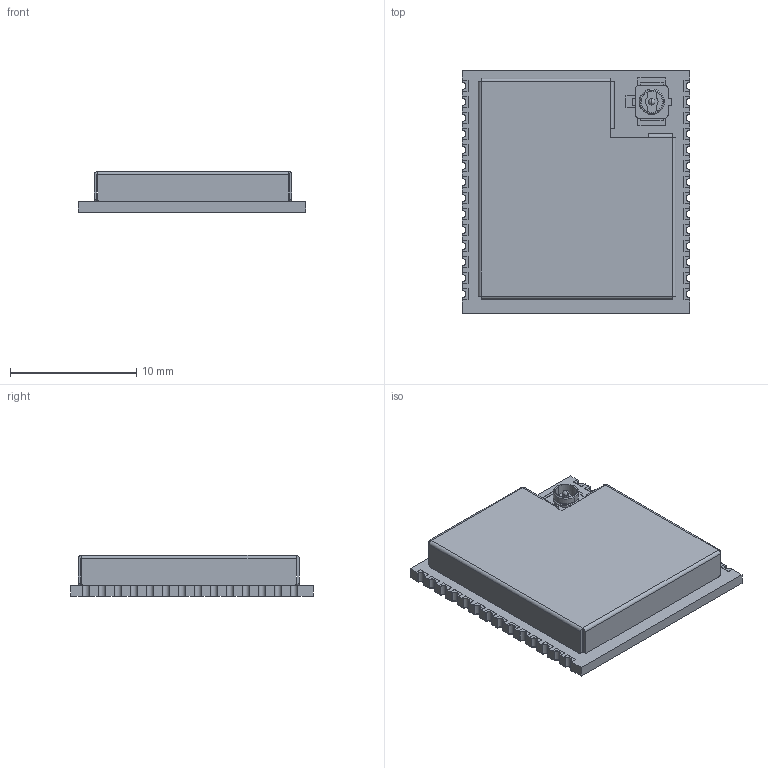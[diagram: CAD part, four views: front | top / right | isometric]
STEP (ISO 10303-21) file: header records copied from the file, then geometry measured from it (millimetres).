
FILE_DESCRIPTION (( 'STEP AP214' ), '1' );
FILE_NAME ('ESP32-C6-WROOM-1U_V1.STEP', '2023-07-28T07:24:43', ( 'Windows User' ), ( 'P R C' ), 'SwSTEP 2.0', 'SolidWorks 2022', '' );
FILE_SCHEMA (( 'AUTOMOTIVE_DESIGN' ));
Length unit declared in the file: millimetre
Products named in the file (34): Submodel-L0201_part_L0201; ESP32-C6-WROOM-1U_V1; Submodel-D__3D_design_ESP32-C6_module_module_ESP32-C6-WROOM-1U-3D_PCB_ESP32-C6-WROOM-1U_V1.1_20230317_PCB_3D_ImportedPartModels_C0402_20210301.STEP; DesignRootModel; L0201_20210301.xtd; I-IPEX; Submodel-TSSLP-2-1_132530003_part_TSSLP-2-1; Submodel-D__3D_design_ESP32-C6_module_module_ESP32-C6-WROOM-1U-3D_PCB_ESP32-C6-WROOM-1U_V1.1_20230317_PCB_3D_ImportedPartModels_R0201_20210301.STEP; Submodel-noModelForPart_TSSLP-2-1_132530003; Submodel-D__3D_design_ESP32-C6_module_module_ESP32-C6-WROOM-1U-3D_PCB_ESP32-C6-WROOM-1U_V1.1_20230317_PCB_3D_ImportedPartModels_L0201_20210301.STEP; Submodel-D__3D_design_ESP32-C6_module_module_ESP32-C6-WROOM-1U-3D_PCB_ESP32-C6-WROOM-1U_V1.1_20230317_PCB_3D_ImportedPartModels_ESP32-C6_QFN40_5X5_202306.STEP; Imported; Submodel-D__3D_design_ESP32-C6_module_module_ESP32-C6-WROOM-1U-3D_PCB_ESP32-C6-WROOM-1U_V1.1_20230317_PCB_3D_ImportedPartModels_SOP8_rev1_20210308.STEP; Submodel-C0201_part_C0201; R0201_20210301.xtd; uid__2428; ESP32-WROOM-32U_Shieldingcase_20210312; Submodel-D__3D_design_ESP32-C6_module_module_ESP32-C6-WROOM-1U-3D_PCB_ESP32-C6-WROOM-1U_V1.1_20230317_PCB_3D_ImportedPartModels_XTAL3225_20210301.STEP; pad; Submodel-D__3D_design_ESP32-C6_module_module_ESP32-C6-WROOM-1U-3D_PCB_ESP32-C6-WROOM-1U_V1.1_20230317_PCB_3D_ImportedPartModels_DFN1006.STEP; DFN1006.xtd; ESP32-C6_QFN40_5X5_202306.xtd; SOP8_rev1_20210308.xtd; placementOutline; Submodel-QFN40_0P4_5_E3P3_part_QFN40_0P4_5_E3P3; XTAL3225_20210301.xtd; Submodel-R0201_part_R0201; Submodel-SOD882_part_SOD882; Submodel-SOP8_1P27_6P6_part_SOP8_1P27_6P6; Submodel-C0402_part_C0402; Submodel-D__3D_design_ESP32-C6_module_module_ESP32-C6-WROOM-1U-3D_PCB_ESP32-C6-WROOM-1U_V1.1_20230317_PCB_3D_ImportedPartModels_C0201_20210301.STEP; Submodel-XTAL3225_part_XTAL3225; C0201_20210301.xtd; C0402_20210301.xtd
Assembly tree (81 placements, depth 5):
  ESP32-C6-WROOM-1U_V1
    DesignRootModel
      uid__2428
      Submodel-SOP8_1P27_6P6_part_SOP8_1P27_6P6
        Submodel-D__3D_design_ESP32-C6_module_module_ESP32-C6-WROOM-1U-3D_PCB_ESP32-C6-WROOM-1U_V1.1_20230317_PCB_3D_ImportedPartModels_SOP8_rev1_20210308.STEP
          SOP8_rev1_20210308.xtd
      Submodel-R0201_part_R0201  x9
        Submodel-D__3D_design_ESP32-C6_module_module_ESP32-C6-WROOM-1U-3D_PCB_ESP32-C6-WROOM-1U_V1.1_20230317_PCB_3D_ImportedPartModels_R0201_20210301.STEP
          R0201_20210301.xtd
      Submodel-L0201_part_L0201  x2
        Submodel-D__3D_design_ESP32-C6_module_module_ESP32-C6-WROOM-1U-3D_PCB_ESP32-C6-WROOM-1U_V1.1_20230317_PCB_3D_ImportedPartModels_L0201_20210301.STEP
          L0201_20210301.xtd
      Submodel-XTAL3225_part_XTAL3225
        Submodel-D__3D_design_ESP32-C6_module_module_ESP32-C6-WROOM-1U-3D_PCB_ESP32-C6-WROOM-1U_V1.1_20230317_PCB_3D_ImportedPartModels_XTAL3225_20210301.STEP
          XTAL3225_20210301.xtd
      Submodel-C0201_part_C0201  x13
        Submodel-D__3D_design_ESP32-C6_module_module_ESP32-C6-WROOM-1U-3D_PCB_ESP32-C6-WROOM-1U_V1.1_20230317_PCB_3D_ImportedPartModels_C0201_20210301.STEP
          C0201_20210301.xtd
      Submodel-C0402_part_C0402
        Submodel-D__3D_design_ESP32-C6_module_module_ESP32-C6-WROOM-1U-3D_PCB_ESP32-C6-WROOM-1U_V1.1_20230317_PCB_3D_ImportedPartModels_C0402_20210301.STEP
          C0402_20210301.xtd
      Submodel-SOD882_part_SOD882
        Submodel-D__3D_design_ESP32-C6_module_module_ESP32-C6-WROOM-1U-3D_PCB_ESP32-C6-WROOM-1U_V1.1_20230317_PCB_3D_ImportedPartModels_DFN1006.STEP
          DFN1006.xtd
      Submodel-TSSLP-2-1_132530003_part_TSSLP-2-1
        Submodel-noModelForPart_TSSLP-2-1_132530003
          placementOutline
      Submodel-QFN40_0P4_5_E3P3_part_QFN40_0P4_5_E3P3
        Submodel-D__3D_design_ESP32-C6_module_module_ESP32-C6-WROOM-1U-3D_PCB_ESP32-C6-WROOM-1U_V1.1_20230317_PCB_3D_ImportedPartModels_ESP32-C6_QFN40_5X5_202306.STEP
          ESP32-C6_QFN40_5X5_202306.xtd
    Imported
    I-IPEX
    pad  x28
    ESP32-WROOM-32U_Shieldingcase_20210312
Bounding box: 18 x 19.2 x 3.27 mm (x, y, z)
Volume: 423.8 mm3; surface area: 1998.3 mm2
Topology: 211 solids, 212 shells, 3364 faces, 8304 edges, 5295 vertices
Faces by surface type: plane 2195, cylinder 963, bspline 198, cone 6, sphere 2
Entity records: 91543 total; most frequent: CARTESIAN_POINT 15610, DIRECTION 10746, ORIENTED_EDGE 10560, EDGE_CURVE 5280, LINE 3836, VECTOR 3836, VERTEX_POINT 3469, AXIS2_PLACEMENT_3D 3455
